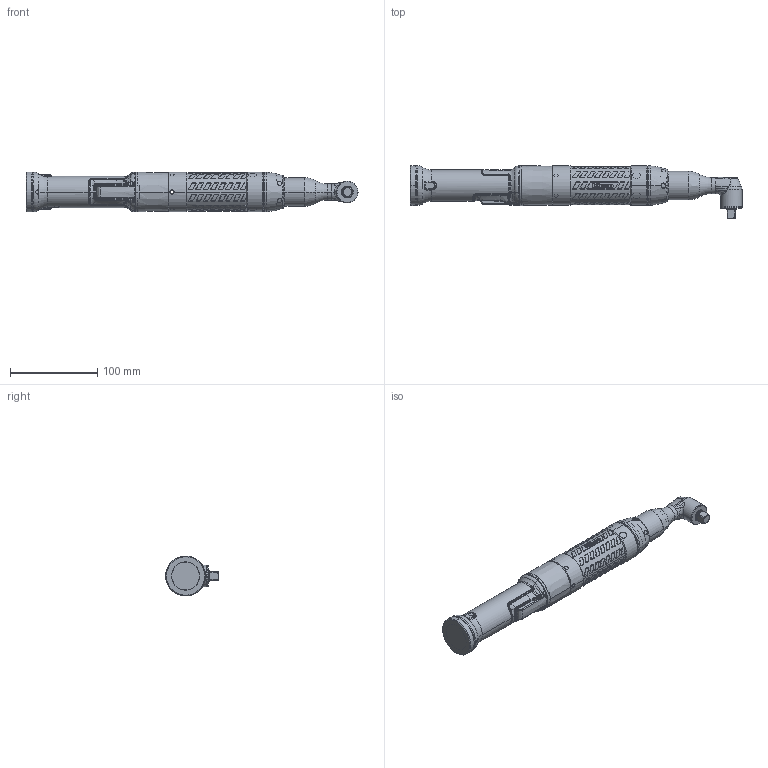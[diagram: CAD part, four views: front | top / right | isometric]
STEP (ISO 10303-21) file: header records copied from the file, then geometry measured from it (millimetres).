
FILE_DESCRIPTION((''),'2;1');
FILE_NAME('30EAN12EA3_SW0001','2017-03-27T',('D0L91'),(''),'CREO PARAMETRIC BY PTC INC, 2016050','CREO PARAMETRIC BY PTC INC, 2016050','');
FILE_SCHEMA(('CONFIG_CONTROL_DESIGN'));
Products named in the file (1): 30EAN12EA3_SW0001
Bounding box: 380 x 60.16 x 45.55 mm (x, y, z)
Volume: 119270.7 mm3; surface area: 124072.1 mm2
Topology: 8 solids, 9 shells, 3322 faces, 7831 edges, 4606 vertices
Faces by surface type: bspline 1370, cylinder 787, plane 507, extrusion 410, cone 141, torus 98, sphere 9
Entity records: 160580 total; most frequent: CARTESIAN_POINT 95447, ORIENTED_EDGE 15612, DIRECTION 9975, EDGE_CURVE 7806, VERTEX_POINT 4606, B_SPLINE_CURVE_WITH_KNOTS 3880, AXIS2_PLACEMENT_3D 3687, EDGE_LOOP 3466
